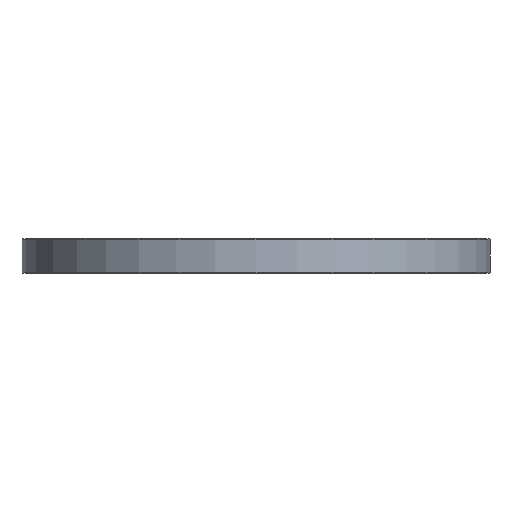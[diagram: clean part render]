
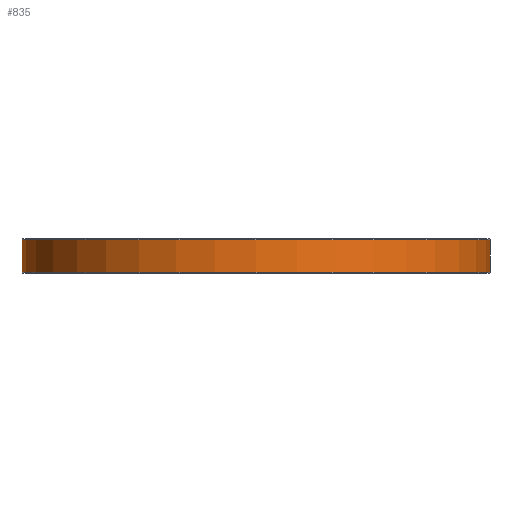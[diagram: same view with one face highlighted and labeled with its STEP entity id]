
A CAD part, front view. The second image highlights one B-rep face of the part: STEP entity #835.
In plain terms, the highlighted cylindrical face has radius 298 mm (diameter 596 mm), a partial arc.
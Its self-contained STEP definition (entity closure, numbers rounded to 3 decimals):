
#194 = VERTEX_POINT ( 'NONE', #2966 ) ;
#270 = LINE ( 'NONE', #2879, #916 ) ;
#445 = ORIENTED_EDGE ( 'NONE', *, *, #2812, .F. ) ;
#456 = AXIS2_PLACEMENT_3D ( 'NONE', #1388, #2854, #1107 ) ;
#458 = ORIENTED_EDGE ( 'NONE', *, *, #1583, .T. ) ;
#653 = CARTESIAN_POINT ( 'NONE',  ( -298., 0., 1. ) ) ;
#747 = DIRECTION ( 'NONE',  ( -1., 0., 0. ) ) ;
#770 = DIRECTION ( 'NONE',  ( 0., 0., 1. ) ) ;
#783 = DIRECTION ( 'NONE',  ( 0., 0., -1. ) ) ;
#827 = DIRECTION ( 'NONE',  ( 0., 0., -1. ) ) ;
#835 = ADVANCED_FACE ( 'NONE', ( #1746 ), #1058, .T. ) ;
#911 = VECTOR ( 'NONE', #999, 1000. ) ;
#916 = VECTOR ( 'NONE', #827, 1000. ) ;
#999 = DIRECTION ( 'NONE',  ( 0., 0., -1. ) ) ;
#1057 = VERTEX_POINT ( 'NONE', #653 ) ;
#1058 = CYLINDRICAL_SURFACE ( 'NONE', #2551, 298. ) ;
#1065 = CARTESIAN_POINT ( 'NONE',  ( -298., 0., 43. ) ) ;
#1107 = DIRECTION ( 'NONE',  ( 1., 0., 0. ) ) ;
#1138 = EDGE_CURVE ( 'NONE', #2893, #1057, #2524, .T. ) ;
#1264 = CARTESIAN_POINT ( 'NONE',  ( 0., 0., 44. ) ) ;
#1388 = CARTESIAN_POINT ( 'NONE',  ( 0., 0., 43. ) ) ;
#1583 = EDGE_CURVE ( 'NONE', #194, #2893, #2645, .T. ) ;
#1661 = AXIS2_PLACEMENT_3D ( 'NONE', #3058, #770, #2873 ) ;
#1746 = FACE_OUTER_BOUND ( 'NONE', #2267, .T. ) ;
#1801 = VERTEX_POINT ( 'NONE', #2272 ) ;
#1905 = ORIENTED_EDGE ( 'NONE', *, *, #3180, .T. ) ;
#2267 = EDGE_LOOP ( 'NONE', ( #445, #458, #2488, #1905 ) ) ;
#2272 = CARTESIAN_POINT ( 'NONE',  ( 298., 0., 1. ) ) ;
#2488 = ORIENTED_EDGE ( 'NONE', *, *, #1138, .T. ) ;
#2524 = LINE ( 'NONE', #2797, #911 ) ;
#2551 = AXIS2_PLACEMENT_3D ( 'NONE', #1264, #783, #747 ) ;
#2645 = CIRCLE ( 'NONE', #456, 298. ) ;
#2780 = CIRCLE ( 'NONE', #1661, 298. ) ;
#2797 = CARTESIAN_POINT ( 'NONE',  ( -298., 0., 44. ) ) ;
#2812 = EDGE_CURVE ( 'NONE', #194, #1801, #270, .T. ) ;
#2854 = DIRECTION ( 'NONE',  ( 0., 0., -1. ) ) ;
#2873 = DIRECTION ( 'NONE',  ( 1., 0., 0. ) ) ;
#2879 = CARTESIAN_POINT ( 'NONE',  ( 298., 0., 44. ) ) ;
#2893 = VERTEX_POINT ( 'NONE', #1065 ) ;
#2966 = CARTESIAN_POINT ( 'NONE',  ( 298., 0., 43. ) ) ;
#3058 = CARTESIAN_POINT ( 'NONE',  ( 0., 0., 1. ) ) ;
#3180 = EDGE_CURVE ( 'NONE', #1057, #1801, #2780, .T. ) ;
